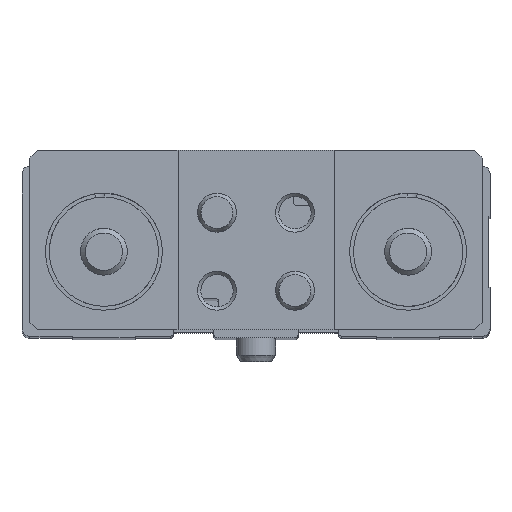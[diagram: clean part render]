
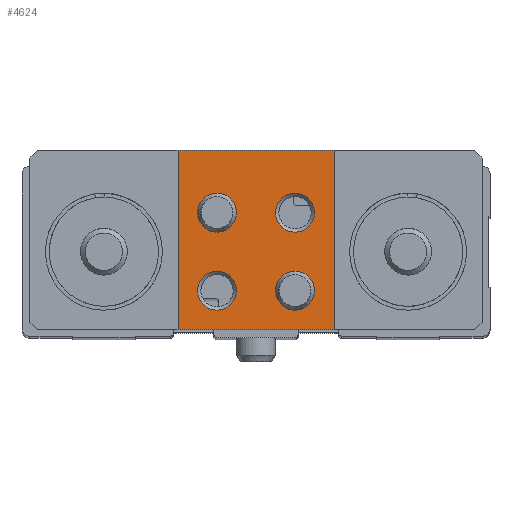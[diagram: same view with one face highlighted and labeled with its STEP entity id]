
A CAD part, top view. The second image highlights one B-rep face of the part: STEP entity #4624.
In plain terms, the highlighted planar face has unit normal (0, 0, 1).
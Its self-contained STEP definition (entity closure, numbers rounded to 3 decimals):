
#211=PLANE('',#5149);
#448=CIRCLE('',#5150,2.5);
#449=CIRCLE('',#5151,2.5);
#450=CIRCLE('',#5152,2.5);
#451=CIRCLE('',#5153,2.5);
#1348=ORIENTED_EDGE('',*,*,#2200,.T.);
#1349=ORIENTED_EDGE('',*,*,#2201,.T.);
#1350=ORIENTED_EDGE('',*,*,#2202,.T.);
#1351=ORIENTED_EDGE('',*,*,#2203,.T.);
#1352=ORIENTED_EDGE('',*,*,#2191,.T.);
#1353=ORIENTED_EDGE('',*,*,#2204,.T.);
#1354=ORIENTED_EDGE('',*,*,#2183,.T.);
#1355=ORIENTED_EDGE('',*,*,#2205,.T.);
#2183=EDGE_CURVE('',#2674,#2681,#3054,.T.);
#2191=EDGE_CURVE('',#2690,#2689,#3062,.T.);
#2200=EDGE_CURVE('',#2698,#2698,#448,.T.);
#2201=EDGE_CURVE('',#2699,#2699,#449,.T.);
#2202=EDGE_CURVE('',#2700,#2700,#450,.T.);
#2203=EDGE_CURVE('',#2701,#2701,#451,.T.);
#2204=EDGE_CURVE('',#2689,#2674,#3071,.T.);
#2205=EDGE_CURVE('',#2681,#2690,#3072,.T.);
#2674=VERTEX_POINT('',#7772);
#2681=VERTEX_POINT('',#7785);
#2689=VERTEX_POINT('',#7803);
#2690=VERTEX_POINT('',#7805);
#2698=VERTEX_POINT('',#7824);
#2699=VERTEX_POINT('',#7826);
#2700=VERTEX_POINT('',#7828);
#2701=VERTEX_POINT('',#7830);
#3054=LINE('',#7786,#3372);
#3062=LINE('',#7804,#3380);
#3071=LINE('',#7831,#3389);
#3072=LINE('',#7832,#3390);
#3372=VECTOR('',#6282,1000.);
#3380=VECTOR('',#6294,1000.);
#3389=VECTOR('',#6315,1000.);
#3390=VECTOR('',#6316,1000.);
#3690=EDGE_LOOP('',(#1348));
#3691=EDGE_LOOP('',(#1349));
#3692=EDGE_LOOP('',(#1350));
#3693=EDGE_LOOP('',(#1351));
#3694=EDGE_LOOP('',(#1352,#1353,#1354,#1355));
#4154=FACE_BOUND('',#3690,.T.);
#4155=FACE_BOUND('',#3691,.T.);
#4156=FACE_BOUND('',#3692,.T.);
#4157=FACE_BOUND('',#3693,.T.);
#4158=FACE_BOUND('',#3694,.T.);
#4624=ADVANCED_FACE('',(#4154,#4155,#4156,#4157,#4158),#211,.T.);
#5149=AXIS2_PLACEMENT_3D('',#7822,#6305,#6306);
#5150=AXIS2_PLACEMENT_3D('',#7823,#6307,#6308);
#5151=AXIS2_PLACEMENT_3D('',#7825,#6309,#6310);
#5152=AXIS2_PLACEMENT_3D('',#7827,#6311,#6312);
#5153=AXIS2_PLACEMENT_3D('',#7829,#6313,#6314);
#6282=DIRECTION('',(-1.,0.,0.));
#6294=DIRECTION('',(1.,0.,0.));
#6305=DIRECTION('',(0.,0.,1.));
#6306=DIRECTION('',(1.,0.,0.));
#6307=DIRECTION('',(0.,0.,-1.));
#6308=DIRECTION('',(-1.,0.,0.));
#6309=DIRECTION('',(0.,0.,-1.));
#6310=DIRECTION('',(-1.,0.,0.));
#6311=DIRECTION('',(0.,0.,-1.));
#6312=DIRECTION('',(-1.,0.,0.));
#6313=DIRECTION('',(0.,0.,-1.));
#6314=DIRECTION('',(-1.,0.,0.));
#6315=DIRECTION('',(0.,1.,0.));
#6316=DIRECTION('',(0.,-1.,0.));
#7772=CARTESIAN_POINT('',(10.,13.,19.));
#7785=CARTESIAN_POINT('',(-10.,13.,19.));
#7786=CARTESIAN_POINT('',(29.,13.,19.));
#7803=CARTESIAN_POINT('',(10.,-10.,19.));
#7804=CARTESIAN_POINT('',(-29.,-10.,19.));
#7805=CARTESIAN_POINT('',(-10.,-10.,19.));
#7822=CARTESIAN_POINT('',(0.,0.,19.));
#7823=CARTESIAN_POINT('',(-5.,-5.,19.));
#7824=CARTESIAN_POINT('',(-7.5,-5.,19.));
#7825=CARTESIAN_POINT('',(-5.,5.,19.));
#7826=CARTESIAN_POINT('',(-7.5,5.,19.));
#7827=CARTESIAN_POINT('',(5.,-5.,19.));
#7828=CARTESIAN_POINT('',(2.5,-5.,19.));
#7829=CARTESIAN_POINT('',(5.,5.,19.));
#7830=CARTESIAN_POINT('',(2.5,5.,19.));
#7831=CARTESIAN_POINT('',(10.,0.,19.));
#7832=CARTESIAN_POINT('',(-10.,0.,19.));
